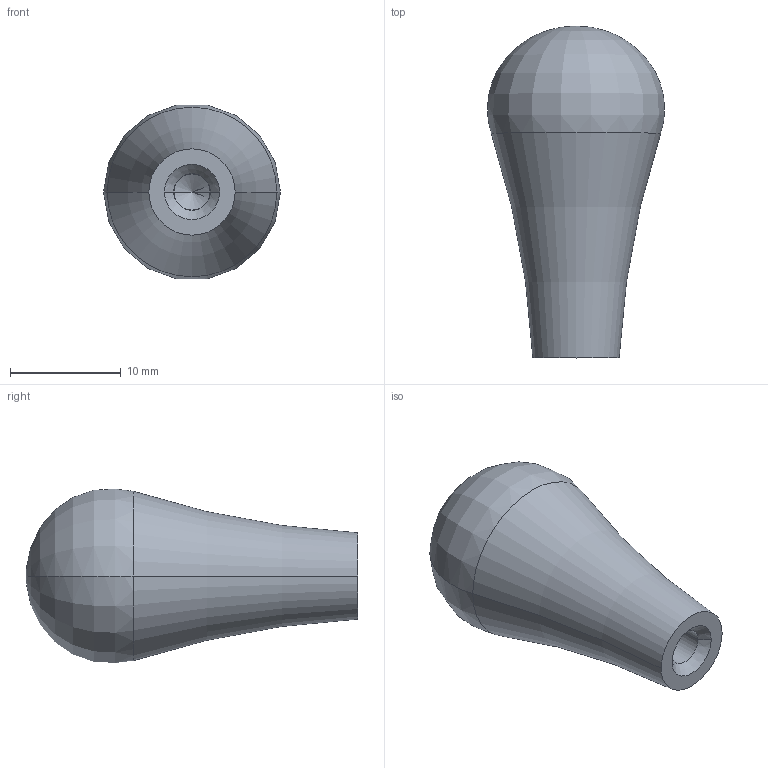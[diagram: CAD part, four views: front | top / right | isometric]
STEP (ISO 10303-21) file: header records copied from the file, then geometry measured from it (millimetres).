
FILE_DESCRIPTION(('Creo Elements/Direct Modeling STEP Export'),'2;1');
FILE_NAME('2416-16.stp','2022-01-26T11:31:59',(''),(''),'Creo Elements/Direct Modeling STEP processor for AP214 (Solid Model)','Creo Elements/Direct Modeling 20.0 12-Nov-2016 (C) Parametric Technology GmbH','');
FILE_SCHEMA(('AUTOMOTIVE_DESIGN { 1 0 10303 214 1 1 1 1 }'));
Length unit declared in the file: millimetre
Products named in the file (1): 2416-16
Bounding box: 15.98 x 30 x 15.71 mm (x, y, z)
Volume: 3224.3 mm3; surface area: 1338.6 mm2
Topology: 1 solids, 1 shells, 14 faces, 30 edges, 16 vertices
Faces by surface type: cylinder 4, cone 4, plane 2, torus 2, revolution 2
Entity records: 395 total; most frequent: CARTESIAN_POINT 92, DIRECTION 54, ORIENTED_EDGE 52, EDGE_CURVE 26, AXIS2_PLACEMENT_3D 22, VERTEX_POINT 16, EDGE_LOOP 16, FACE_OUTER_BOUND 14
